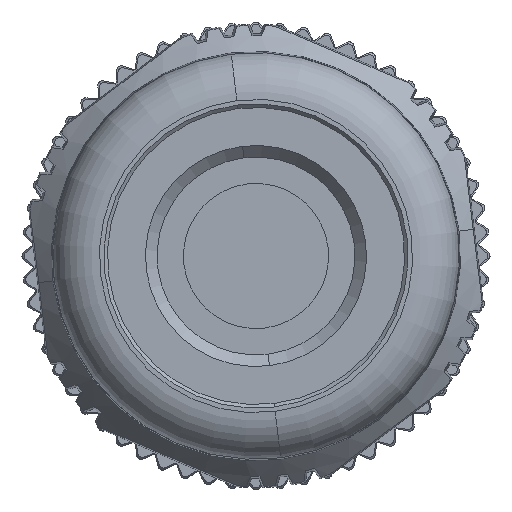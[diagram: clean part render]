
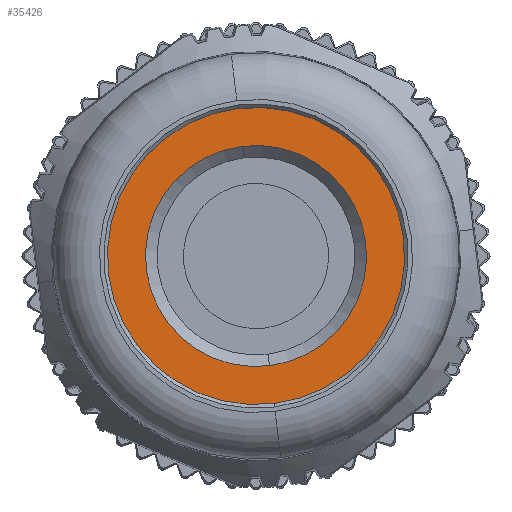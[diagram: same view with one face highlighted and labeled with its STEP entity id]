
A CAD part, front view. The second image highlights one B-rep face of the part: STEP entity #35426.
In plain terms, the highlighted planar face has unit normal (0, -1, 0).
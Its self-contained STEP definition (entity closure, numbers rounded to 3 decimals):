
#14257=CARTESIAN_POINT('',(0.,-50.994,0.));
#14258=DIRECTION('',(0.,1.,0.));
#14259=DIRECTION('',(0.122,0.,-0.993));
#14260=AXIS2_PLACEMENT_3D('',#14257,#14258,#14259);
#14262=CARTESIAN_POINT('',(0.,-50.994,
0.));
#14263=DIRECTION('',(0.,1.,0.));
#14264=DIRECTION('',(-0.122,0.,0.993));
#14265=AXIS2_PLACEMENT_3D('',#14262,#14263,#14264);
#14267=CARTESIAN_POINT('',(0.,-50.994,0.));
#14268=DIRECTION('',(0.,-1.,0.));
#14269=DIRECTION('',(-0.122,0.,0.993));
#14270=AXIS2_PLACEMENT_3D('',#14267,#14268,#14269);
#14272=CARTESIAN_POINT('',(0.,-50.994,0.));
#14273=DIRECTION('',(0.,-1.,0.));
#14274=DIRECTION('',(0.122,0.,-0.993));
#14275=AXIS2_PLACEMENT_3D('',#14272,#14273,#14274);
#19417=CARTESIAN_POINT('',(-0.774,-50.994,
6.303));
#19418=VERTEX_POINT('',#19417);
#19419=CARTESIAN_POINT('',(0.774,-50.994,
-6.303));
#19420=VERTEX_POINT('',#19419);
#19421=CARTESIAN_POINT('',(-0.576,-50.994,
4.69));
#19422=CARTESIAN_POINT('',(0.576,-50.994,
-4.69));
#19423=VERTEX_POINT('',#19421);
#19424=VERTEX_POINT('',#19422);
#35411=CARTESIAN_POINT('',(0.,-50.994,0.));
#35412=DIRECTION('',(0.,-1.,0.));
#35413=DIRECTION('',(0.122,0.,-0.993));
#35414=AXIS2_PLACEMENT_3D('',#35411,#35412,#35413);
#35415=PLANE('',#35414);
#35416=ORIENTED_EDGE('',*,*,#35391,.T.);
#35417=ORIENTED_EDGE('',*,*,#35405,.T.);
#35418=EDGE_LOOP('',(#35416,#35417));
#35419=FACE_OUTER_BOUND('',#35418,.F.);
#35421=ORIENTED_EDGE('',*,*,#35420,.T.);
#35423=ORIENTED_EDGE('',*,*,#35422,.T.);
#35424=EDGE_LOOP('',(#35421,#35423));
#35425=FACE_BOUND('',#35424,.F.);
#35426=ADVANCED_FACE('',(#35419,#35425),#35415,.T.);
#14261=CIRCLE('',#14260,6.35);
#14266=CIRCLE('',#14265,6.35);
#14271=CIRCLE('',#14270,4.725);
#14276=CIRCLE('',#14275,4.725);
#35391=EDGE_CURVE('',#19420,#19418,#14261,.T.);
#35405=EDGE_CURVE('',#19418,#19420,#14266,.T.);
#35420=EDGE_CURVE('',#19423,#19424,#14271,.T.);
#35422=EDGE_CURVE('',#19424,#19423,#14276,.T.);
